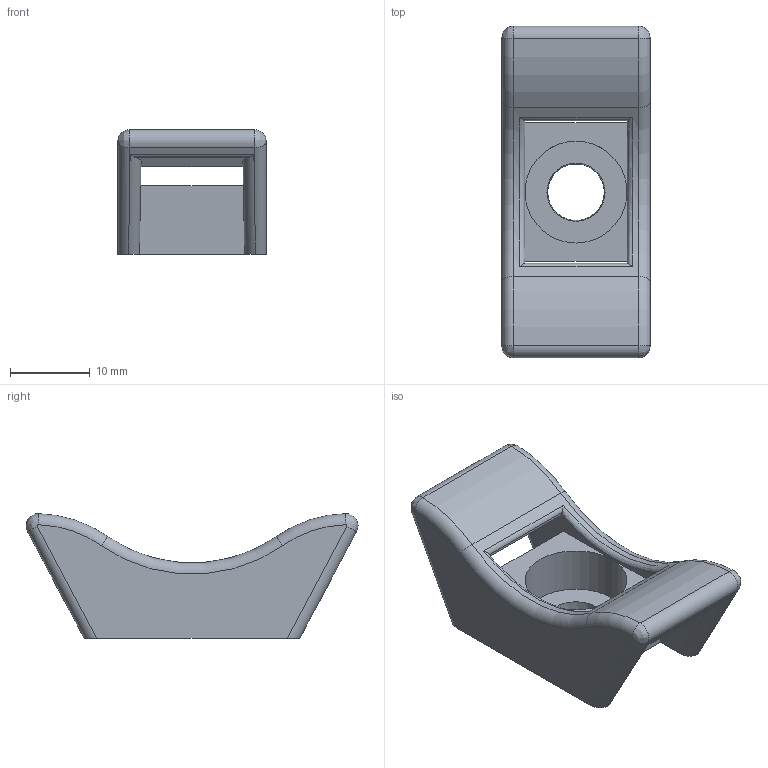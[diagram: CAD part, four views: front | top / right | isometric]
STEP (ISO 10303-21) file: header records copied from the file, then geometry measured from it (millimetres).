
FILE_DESCRIPTION(/* description */ (''),/* implementation_level */ '2;1');
FILE_NAME(/* name */ 'PANDUIT_TMEH-S25.stp',/* time_stamp */ '2014-03-04T11:35:00-06:00',/* author */ (''),/* organization */ (''),/* preprocessor_version */ 'ST-DEVELOPER v11',/* originating_system */ 'SIEMENS PLM Software NX 7.5',/* authorisation */ '');
FILE_SCHEMA (('CONFIG_CONTROL_DESIGN'));
Length unit declared in the file: inch
Products named in the file (1): bwg7128x88x
Bounding box: 18.59 x 41.69 x 15.67 mm (x, y, z)
Volume: 4291.1 mm3; surface area: 3312.1 mm2
Topology: 1 solids, 1 shells, 48 faces, 132 edges, 84 vertices
Faces by surface type: cylinder 18, plane 17, bspline 6, torus 6, cone 1
Full cylindrical faces by diameter (mm): 12.802 x1
Entity records: 1784 total; most frequent: CARTESIAN_POINT 466, DIRECTION 262, ORIENTED_EDGE 260, EDGE_CURVE 130, AXIS2_PLACEMENT_3D 100, VERTEX_POINT 84, LINE 62, VECTOR 62
